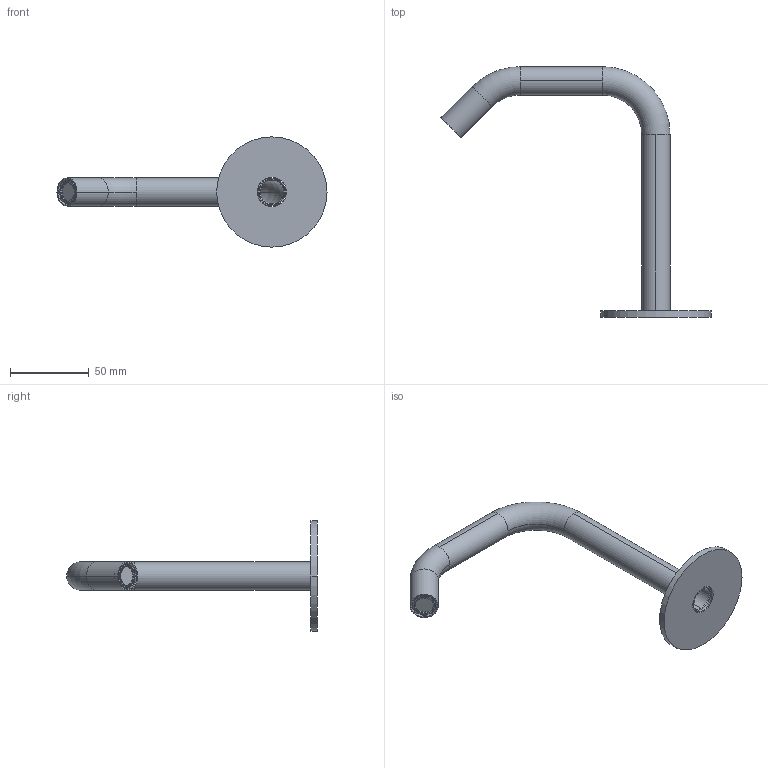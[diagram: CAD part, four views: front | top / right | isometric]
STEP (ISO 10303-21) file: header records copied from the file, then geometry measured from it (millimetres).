
FILE_DESCRIPTION (( 'STEP AP214' ), '1' );
FILE_NAME ('BIC.0001.Y.STEP', '2022-11-07T15:51:23', ( 'Solid' ), ( '' ), 'SwSTEP 2.0', 'SolidWorks 2019', '' );
FILE_SCHEMA (( 'AUTOMOTIVE_DESIGN' ));
Length unit declared in the file: millimetre
Products named in the file (4): 011101102300; 0001-ESPELHO_Ø70_BICA_Ø18MM_000000000000; BIC.0001.Y; BICA Ø18 Y X130 Y120 normal
Assembly tree (3 placements, depth 2):
  BIC.0001.Y
    0001-ESPELHO_Ø70_BICA_Ø18MM_000000000000
    011101102300
    BICA Ø18 Y X130 Y120 normal
Bounding box: 171.36 x 159 x 70 mm (x, y, z)
Volume: 37766 mm3; surface area: 38478.7 mm2
Topology: 3 solids, 3 shells, 119 faces, 280 edges, 175 vertices
Faces by surface type: plane 47, cylinder 42, cone 22, torus 8
Entity records: 3651 total; most frequent: DIRECTION 678, CARTESIAN_POINT 578, ORIENTED_EDGE 556, EDGE_CURVE 278, AXIS2_PLACEMENT_3D 275, VERTEX_POINT 175, CIRCLE 150, EDGE_LOOP 133
